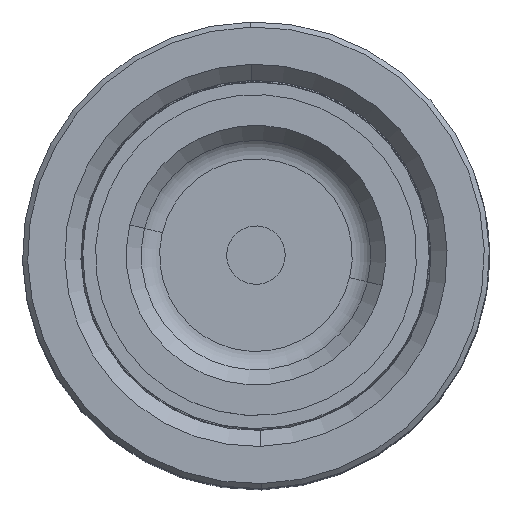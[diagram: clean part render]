
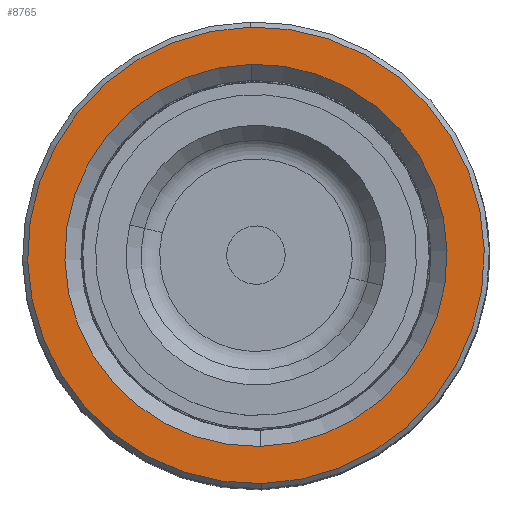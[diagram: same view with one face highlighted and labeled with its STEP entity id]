
A CAD part, top view. The second image highlights one B-rep face of the part: STEP entity #8765.
In plain terms, the highlighted planar face has unit normal (0, 0, 1).
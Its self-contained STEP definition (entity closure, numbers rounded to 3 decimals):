
#3925 = EDGE_CURVE ( 'NONE', #32973, #29404, #45060, .T. ) ;
#4649 = DIRECTION ( 'NONE',  ( 1., 0., 0. ) ) ;
#5872 = CARTESIAN_POINT ( 'NONE',  ( -31.3, 0., 100. ) ) ;
#6367 = DIRECTION ( 'NONE',  ( 0., 0., 1. ) ) ;
#6965 = CARTESIAN_POINT ( 'NONE',  ( 0., 0., 100. ) ) ;
#7229 = CARTESIAN_POINT ( 'NONE',  ( -26.2, 0., 100. ) ) ;
#7839 = VERTEX_POINT ( 'NONE', #5872 ) ;
#8765 = ADVANCED_FACE ( 'NONE', ( #40140, #14343 ), #37852, .T. ) ;
#9141 = DIRECTION ( 'NONE',  ( 1., 0., 0. ) ) ;
#13916 = CARTESIAN_POINT ( 'NONE',  ( 0., 0., 100. ) ) ;
#14315 = ORIENTED_EDGE ( 'NONE', *, *, #53403, .T. ) ;
#14343 = FACE_BOUND ( 'NONE', #40388, .T. ) ;
#23379 = DIRECTION ( 'NONE',  ( 0., 0., -1. ) ) ;
#24690 = CARTESIAN_POINT ( 'NONE',  ( 0., 0., 100. ) ) ;
#25314 = EDGE_CURVE ( 'NONE', #29404, #32973, #46163, .T. ) ;
#26986 = VERTEX_POINT ( 'NONE', #52588 ) ;
#27526 = CARTESIAN_POINT ( 'NONE',  ( 0., 0., 100. ) ) ;
#28802 = CIRCLE ( 'NONE', #48526, 31.3 ) ;
#29404 = VERTEX_POINT ( 'NONE', #7229 ) ;
#32633 = CARTESIAN_POINT ( 'NONE',  ( 0., 0., 100. ) ) ;
#32845 = DIRECTION ( 'NONE',  ( 1., 0., 0. ) ) ;
#32867 = DIRECTION ( 'NONE',  ( 0., 0., 1. ) ) ;
#32973 = VERTEX_POINT ( 'NONE', #55918 ) ;
#33737 = DIRECTION ( 'NONE',  ( 0., 0., 1. ) ) ;
#34359 = DIRECTION ( 'NONE',  ( 1., 0., 0. ) ) ;
#35091 = AXIS2_PLACEMENT_3D ( 'NONE', #24690, #33737, #34359 ) ;
#37286 = ORIENTED_EDGE ( 'NONE', *, *, #3925, .T. ) ;
#37852 = PLANE ( 'NONE',  #35091 ) ;
#38866 = EDGE_CURVE ( 'NONE', #26986, #7839, #28802, .T. ) ;
#38990 = AXIS2_PLACEMENT_3D ( 'NONE', #32633, #23379, #9141 ) ;
#39960 = DIRECTION ( 'NONE',  ( 1., 0., 0. ) ) ;
#40140 = FACE_OUTER_BOUND ( 'NONE', #44389, .T. ) ;
#40388 = EDGE_LOOP ( 'NONE', ( #37286, #42052 ) ) ;
#42052 = ORIENTED_EDGE ( 'NONE', *, *, #25314, .T. ) ;
#43676 = AXIS2_PLACEMENT_3D ( 'NONE', #6965, #6367, #39960 ) ;
#44389 = EDGE_LOOP ( 'NONE', ( #14315, #57497 ) ) ;
#45060 = CIRCLE ( 'NONE', #38990, 26.2 ) ;
#46163 = CIRCLE ( 'NONE', #51588, 26.2 ) ;
#48526 = AXIS2_PLACEMENT_3D ( 'NONE', #13916, #32867, #4649 ) ;
#51588 = AXIS2_PLACEMENT_3D ( 'NONE', #27526, #60808, #32845 ) ;
#52588 = CARTESIAN_POINT ( 'NONE',  ( 31.3, 0., 100. ) ) ;
#53201 = CIRCLE ( 'NONE', #43676, 31.3 ) ;
#53403 = EDGE_CURVE ( 'NONE', #7839, #26986, #53201, .T. ) ;
#55918 = CARTESIAN_POINT ( 'NONE',  ( 26.2, 0., 100. ) ) ;
#57497 = ORIENTED_EDGE ( 'NONE', *, *, #38866, .T. ) ;
#60808 = DIRECTION ( 'NONE',  ( 0., 0., -1. ) ) ;
